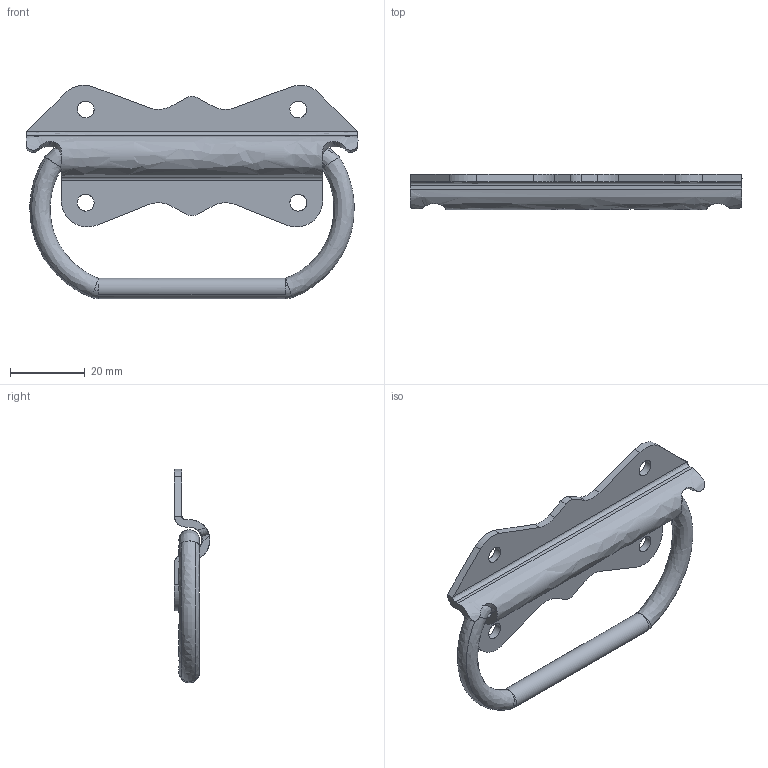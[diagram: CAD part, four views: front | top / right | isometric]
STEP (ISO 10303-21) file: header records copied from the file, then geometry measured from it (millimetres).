
FILE_DESCRIPTION((''),'2;1');
FILE_NAME('','2006-02-22T15:34:11',(''),(''),'','CADfix','');
FILE_SCHEMA(('AUTOMOTIVE_DESIGN'));
Length unit declared in the file: millimetre
Products named in the file (3): grip; base; THA_30_14135_36
Assembly tree (2 placements, depth 2):
  THA_30_14135_36
    grip
    base
Bounding box: 89 x 9.5 x 57.25 mm (x, y, z)
Volume: 10940.9 mm3; surface area: 10311.3 mm2
Topology: 2 solids, 2 shells, 78 faces, 278 edges, 204 vertices
Faces by surface type: bspline 78
Entity records: 4339 total; most frequent: CARTESIAN_POINT 2670, ORIENTED_EDGE 556, EDGE_CURVE 278, VERTEX_POINT 204, B_SPLINE_CURVE_WITH_KNOTS 176, QUASI_UNIFORM_CURVE 99, EDGE_LOOP 86, FACE_OUTER_BOUND 78
